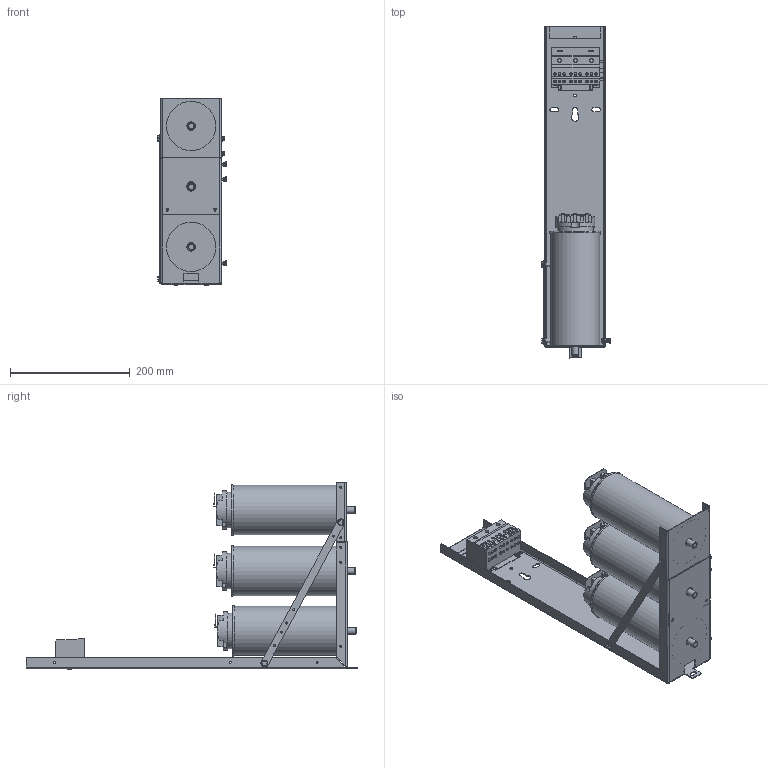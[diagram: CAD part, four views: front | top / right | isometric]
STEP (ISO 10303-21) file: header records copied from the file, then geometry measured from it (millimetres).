
FILE_DESCRIPTION(/* description */ (''),/* implementation_level */ '2;1');
FILE_NAME(/* name */ 'KPCUL030C64.stp',/* time_stamp */ '2020-06-29T15:16:09-05:00',/* author */ ('jnelson'),/* organization */ (''),/* preprocessor_version */ 'ST-DEVELOPER v17',/* originating_system */ 'Autodesk Inventor 2019',/* authorisation */ '');
FILE_SCHEMA (('AUTOMOTIVE_DESIGN { 1 0 10303 214 3 1 1 }'));
Length unit declared in the file: inch
Products named in the file (13): KPCUL030C64; MASTER 600V  ASSEMBLY 3 CAP HOLE TRAY ALTECH 38073 (27934); 27943; 27938; 27937; 2555; 25441; 27945; 23910; 27934; 23837; 27791-A; 28568
Assembly tree (27 placements, depth 3):
  KPCUL030C64
    MASTER 600V  ASSEMBLY 3 CAP HOLE TRAY ALTECH 38073 (27934)
      27943
      27938  x2
      27937
      2555  x2
      25441  x2
      27945
      23910  x10
      27791-A  x2
      27934
      23837
    28568  x3
Bounding box: 114.85 x 553.72 x 313.31 mm (x, y, z)
Volume: 3520509.1 mm3; surface area: 533398.8 mm2
Topology: 26 solids, 26 shells, 991 faces, 2662 edges, 1778 vertices
Faces by surface type: plane 633, cylinder 296, torus 38, bspline 24
Full cylindrical faces by diameter (mm): 3.175 x10, 3.251 x20, 3.556 x14, 3.683 x2, 4.572 x36, 4.597 x2, 4.724 x2, 4.801 x4, 5.08 x18, 6.35 x10, 6.604 x3, 7.925 x10, 8.128 x9, 10.922 x3, 11.176 x3, 12.7 x2, 14.224 x4, 59.69 x3, 80.33 x3, 82.042 x3
Entity records: 23573 total; most frequent: CARTESIAN_POINT 7275, ORIENTED_EDGE 3316, DIRECTION 3107, EDGE_CURVE 1658, VERTEX_POINT 1105, AXIS2_PLACEMENT_3D 1089, LINE 929, VECTOR 929
